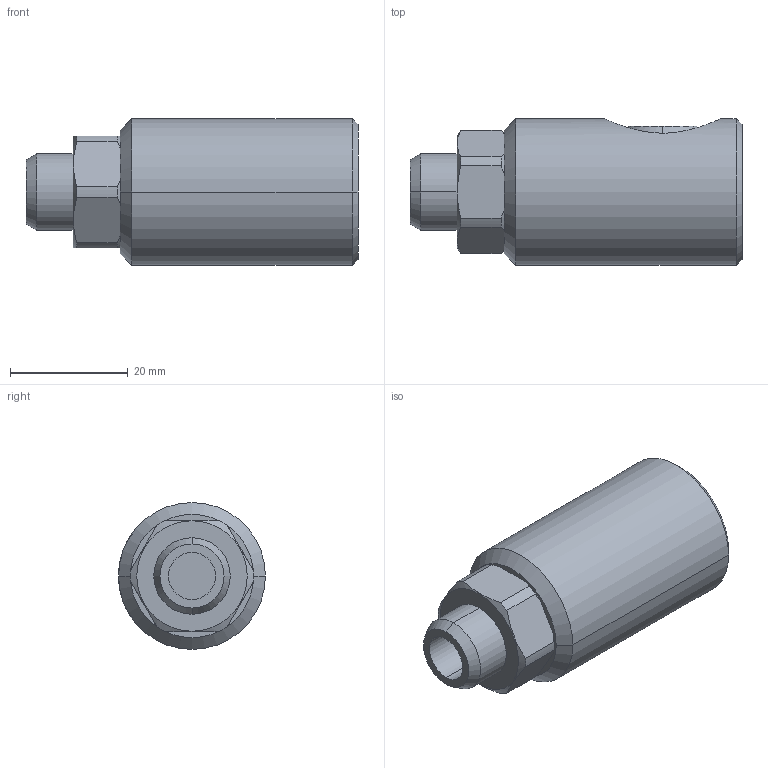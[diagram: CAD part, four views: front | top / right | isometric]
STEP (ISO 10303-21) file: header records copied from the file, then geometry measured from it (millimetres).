
FILE_DESCRIPTION (( 'STEP AP203' ), '1' );
FILE_NAME ('07410002.STEP', '2011-07-26T09:47:30', ( 'Flavio' ), ( '' ), 'SwSTEP 2.0', 'SolidWorks 2011', '' );
FILE_SCHEMA (( 'CONFIG_CONTROL_DESIGN' ));
Length unit declared in the file: millimetre
Products named in the file (1): 07410002
Bounding box: 56.5 x 25 x 25 mm (x, y, z)
Volume: 21930.3 mm3; surface area: 5291.3 mm2
Topology: 1 solids, 1 shells, 69 faces, 174 edges, 113 vertices
Faces by surface type: plane 26, cylinder 21, cone 20, sphere 2
Entity records: 2317 total; most frequent: CARTESIAN_POINT 587, ORIENTED_EDGE 348, DIRECTION 344, EDGE_CURVE 174, AXIS2_PLACEMENT_3D 136, VERTEX_POINT 113, EDGE_LOOP 75, VECTOR 72
